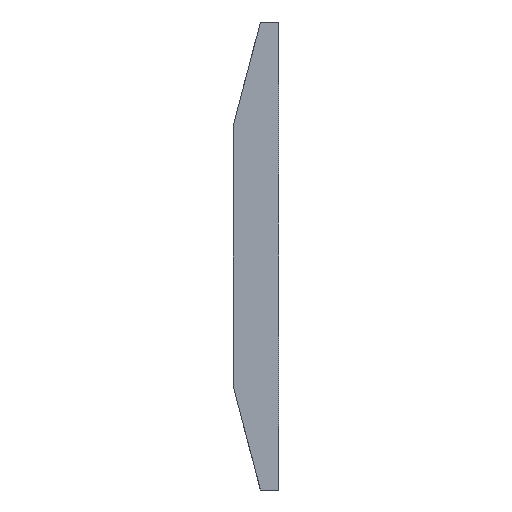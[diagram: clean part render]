
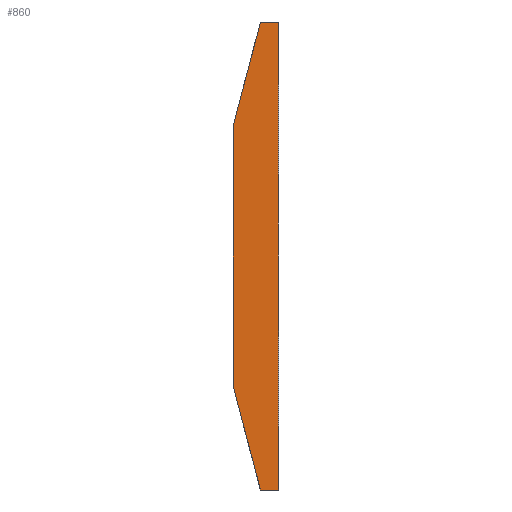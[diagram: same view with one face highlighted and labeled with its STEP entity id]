
A CAD part, left-side view. The second image highlights one B-rep face of the part: STEP entity #860.
In plain terms, the highlighted planar face has unit normal (-1, 0, 0).
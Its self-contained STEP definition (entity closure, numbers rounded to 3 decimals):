
#9 = CARTESIAN_POINT ( 'NONE',  ( -1270., 0., -130. ) ) ;
#10 = CARTESIAN_POINT ( 'NONE',  ( -1270., 0., 130. ) ) ;
#24 = CARTESIAN_POINT ( 'NONE',  ( -1270., 25., -130. ) ) ;
#35 = CARTESIAN_POINT ( 'NONE',  ( -1270., 25., -130. ) ) ;
#69 = VERTEX_POINT ( 'NONE', #436 ) ;
#76 = EDGE_CURVE ( 'NONE', #368, #759, #919, .T. ) ;
#95 = VERTEX_POINT ( 'NONE', #1131 ) ;
#103 = VECTOR ( 'NONE', #104, 1000. ) ;
#104 = DIRECTION ( 'NONE',  ( 0., 0., 1. ) ) ;
#117 = DIRECTION ( 'NONE',  ( 0., 0., -1. ) ) ;
#120 = CARTESIAN_POINT ( 'NONE',  ( -1270., 25., -73. ) ) ;
#148 = ORIENTED_EDGE ( 'NONE', *, *, #590, .T. ) ;
#170 = DIRECTION ( 'NONE',  ( 0., 0., 1. ) ) ;
#198 = LINE ( 'NONE', #820, #293 ) ;
#211 = DIRECTION ( 'NONE',  ( 0., -0.254, -0.967 ) ) ;
#237 = ORIENTED_EDGE ( 'NONE', *, *, #1256, .T. ) ;
#257 = FACE_OUTER_BOUND ( 'NONE', #1207, .T. ) ;
#293 = VECTOR ( 'NONE', #211, 1000. ) ;
#310 = PLANE ( 'NONE',  #1287 ) ;
#316 = LINE ( 'NONE', #1245, #652 ) ;
#368 = VERTEX_POINT ( 'NONE', #1012 ) ;
#371 = ORIENTED_EDGE ( 'NONE', *, *, #702, .T. ) ;
#404 = VERTEX_POINT ( 'NONE', #10 ) ;
#424 = ORIENTED_EDGE ( 'NONE', *, *, #495, .F. ) ;
#436 = CARTESIAN_POINT ( 'NONE',  ( -1270., 10., 130. ) ) ;
#495 = EDGE_CURVE ( 'NONE', #762, #95, #569, .T. ) ;
#569 = LINE ( 'NONE', #1059, #864 ) ;
#590 = EDGE_CURVE ( 'NONE', #69, #95, #1020, .T. ) ;
#599 = CARTESIAN_POINT ( 'NONE',  ( -1270., 0., -130. ) ) ;
#652 = VECTOR ( 'NONE', #958, 1000. ) ;
#702 = EDGE_CURVE ( 'NONE', #759, #404, #1097, .T. ) ;
#719 = DIRECTION ( 'NONE',  ( 0., -1., 0. ) ) ;
#759 = VERTEX_POINT ( 'NONE', #9 ) ;
#762 = VERTEX_POINT ( 'NONE', #120 ) ;
#793 = DIRECTION ( 'NONE',  ( 0., 0.254, -0.967 ) ) ;
#815 = VECTOR ( 'NONE', #793, 1000. ) ;
#816 = ORIENTED_EDGE ( 'NONE', *, *, #867, .F. ) ;
#820 = CARTESIAN_POINT ( 'NONE',  ( -1270., 25., -73. ) ) ;
#824 = VECTOR ( 'NONE', #719, 1000. ) ;
#860 = ADVANCED_FACE ( 'NONE', ( #257 ), #310, .F. ) ;
#864 = VECTOR ( 'NONE', #170, 1000. ) ;
#867 = EDGE_CURVE ( 'NONE', #69, #404, #316, .T. ) ;
#919 = LINE ( 'NONE', #24, #824 ) ;
#958 = DIRECTION ( 'NONE',  ( 0., -1., 0. ) ) ;
#1012 = CARTESIAN_POINT ( 'NONE',  ( -1270., 10., -130. ) ) ;
#1020 = LINE ( 'NONE', #1173, #815 ) ;
#1059 = CARTESIAN_POINT ( 'NONE',  ( -1270., 25., -130. ) ) ;
#1097 = LINE ( 'NONE', #599, #103 ) ;
#1131 = CARTESIAN_POINT ( 'NONE',  ( -1270., 25., 73. ) ) ;
#1173 = CARTESIAN_POINT ( 'NONE',  ( -1270., 25., 73. ) ) ;
#1185 = ORIENTED_EDGE ( 'NONE', *, *, #76, .T. ) ;
#1207 = EDGE_LOOP ( 'NONE', ( #816, #148, #424, #237, #1185, #371 ) ) ;
#1218 = DIRECTION ( 'NONE',  ( 1., 0., 0. ) ) ;
#1245 = CARTESIAN_POINT ( 'NONE',  ( -1270., 25., 130. ) ) ;
#1256 = EDGE_CURVE ( 'NONE', #762, #368, #198, .T. ) ;
#1287 = AXIS2_PLACEMENT_3D ( 'NONE', #35, #1218, #117 ) ;
